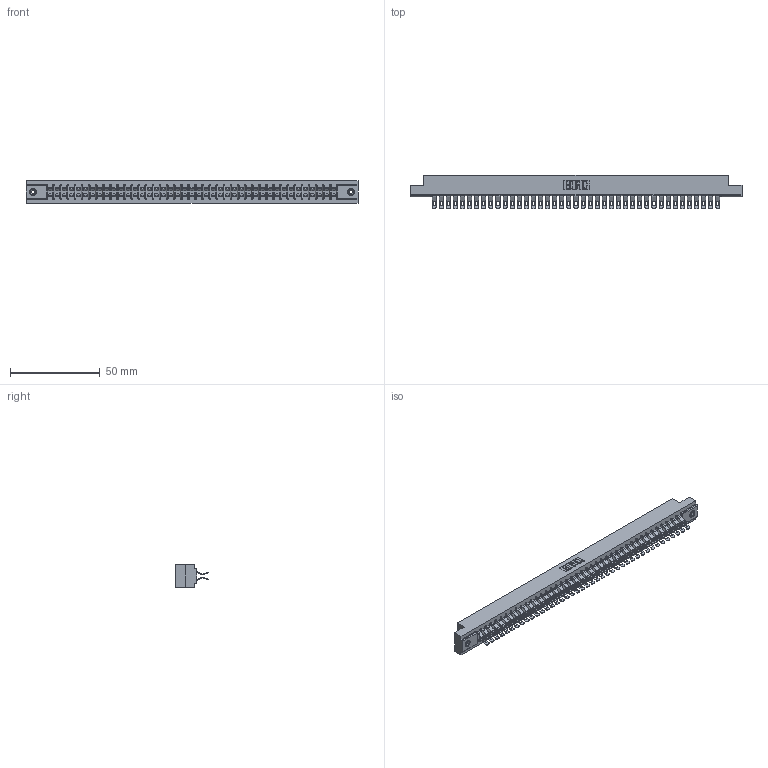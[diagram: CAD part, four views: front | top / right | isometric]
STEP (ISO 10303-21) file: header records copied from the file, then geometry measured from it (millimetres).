
FILE_DESCRIPTION (( 'STEP AP203' ), '1' );
FILE_NAME ('357-082-455-208.STEP', '2020-10-04T09:38:33', ( '' ), ( '' ), 'SwSTEP 2.0', 'SolidWorks 2020', '' );
FILE_SCHEMA (( 'CONFIG_CONTROL_DESIGN' ));
Length unit declared in the file: inch
Products named in the file (4): 357-082-455-208; 345-250-001_345-250-003-102; 307 Part_.156 Dia Mounting Holes; 307-290-001_555
Assembly tree (85 placements, depth 2):
  357-082-455-208
    307 Part_.156 Dia Mounting Holes
    307-290-001_555  x82
    345-250-001_345-250-003-102  x2
Bounding box: 185.47 x 18.75 x 12.7 mm (x, y, z)
Volume: 19953.3 mm3; surface area: 25770.5 mm2
Topology: 85 solids, 85 shells, 5222 faces, 15301 edges, 9970 vertices
Faces by surface type: plane 2890, cylinder 2232, sphere 84, cone 12, torus 4
Entity records: 38306 total; most frequent: CARTESIAN_POINT 6256, ORIENTED_EDGE 6196, DIRECTION 6144, EDGE_CURVE 3098, LINE 2364, VECTOR 2364, VERTEX_POINT 2002, AXIS2_PLACEMENT_3D 1890
